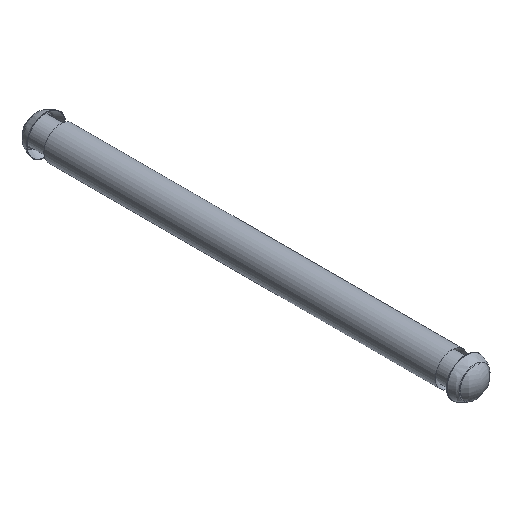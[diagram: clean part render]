
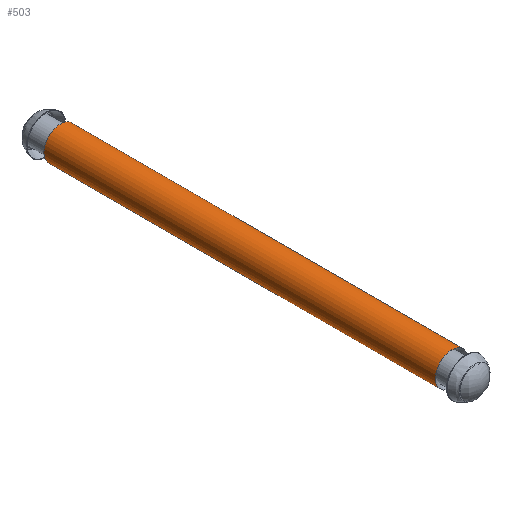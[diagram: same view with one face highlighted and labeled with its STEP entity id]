
A CAD part, isometric view. The second image highlights one B-rep face of the part: STEP entity #503.
In plain terms, the highlighted cylindrical face has radius 11.906 mm (diameter 23.812 mm), a full revolution.
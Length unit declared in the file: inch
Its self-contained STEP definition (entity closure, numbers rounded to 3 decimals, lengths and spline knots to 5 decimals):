
#3 = CIRCLE ( 'NONE', #267, 0.46875 ) ;
#4 = EDGE_CURVE ( 'NONE', #235, #235, #226, .T. ) ;
#41 = CARTESIAN_POINT ( 'NONE',  ( 0., -2.3622, 0. ) ) ;
#69 = VERTEX_POINT ( 'NONE', #439 ) ;
#110 = CARTESIAN_POINT ( 'NONE',  ( 0., 0.30825, 0. ) ) ;
#137 = EDGE_LOOP ( 'NONE', ( #182 ) ) ;
#138 = DIRECTION ( 'NONE',  ( 0., -1., 0. ) ) ;
#142 = DIRECTION ( 'NONE',  ( 0., 0., -1. ) ) ;
#144 = DIRECTION ( 'NONE',  ( 0., -1., 0. ) ) ;
#150 = FACE_OUTER_BOUND ( 'NONE', #137, .T. ) ;
#182 = ORIENTED_EDGE ( 'NONE', *, *, #4, .T. ) ;
#187 = ORIENTED_EDGE ( 'NONE', *, *, #309, .T. ) ;
#190 = CARTESIAN_POINT ( 'NONE',  ( 0., 11.50277, -0.46875 ) ) ;
#226 = CIRCLE ( 'NONE', #504, 0.46875 ) ;
#235 = VERTEX_POINT ( 'NONE', #190 ) ;
#267 = AXIS2_PLACEMENT_3D ( 'NONE', #110, #304, #570 ) ;
#294 = CYLINDRICAL_SURFACE ( 'NONE', #441, 0.46875 ) ;
#304 = DIRECTION ( 'NONE',  ( 0., 1., 0. ) ) ;
#309 = EDGE_CURVE ( 'NONE', #69, #69, #3, .T. ) ;
#322 = DIRECTION ( 'NONE',  ( 0., 0., -1. ) ) ;
#439 = CARTESIAN_POINT ( 'NONE',  ( 0., 0.30825, -0.46875 ) ) ;
#441 = AXIS2_PLACEMENT_3D ( 'NONE', #41, #138, #142 ) ;
#503 = ADVANCED_FACE ( 'NONE', ( #519, #150 ), #294, .T. ) ;
#504 = AXIS2_PLACEMENT_3D ( 'NONE', #511, #144, #322 ) ;
#511 = CARTESIAN_POINT ( 'NONE',  ( 0., 11.50277, 0. ) ) ;
#519 = FACE_OUTER_BOUND ( 'NONE', #552, .T. ) ;
#552 = EDGE_LOOP ( 'NONE', ( #187 ) ) ;
#570 = DIRECTION ( 'NONE',  ( 0., 0., -1. ) ) ;
